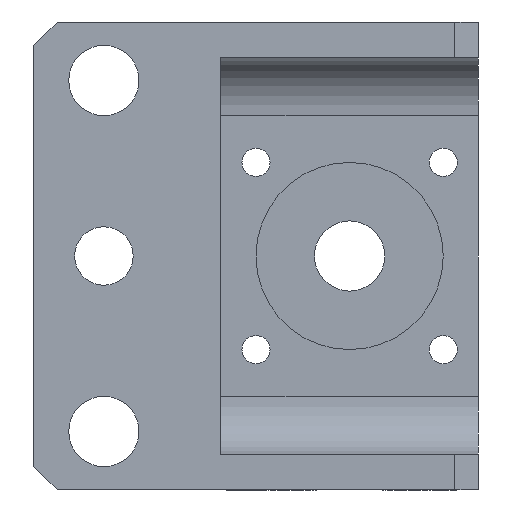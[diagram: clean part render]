
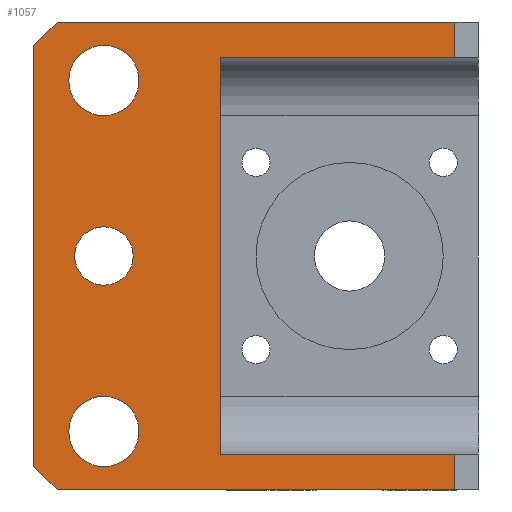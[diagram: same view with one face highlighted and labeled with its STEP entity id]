
A CAD part, front view. The second image highlights one B-rep face of the part: STEP entity #1057.
In plain terms, the highlighted planar face has unit normal (0, -1, 0).
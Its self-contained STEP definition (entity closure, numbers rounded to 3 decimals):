
#106 = DIRECTION ( 'NONE',  ( 0., 0., -1. ) ) ;
#107 = ORIENTED_EDGE ( 'NONE', *, *, #2161, .T. ) ;
#138 = VECTOR ( 'NONE', #1854, 1000. ) ;
#147 = EDGE_CURVE ( 'NONE', #522, #1861, #941, .T. ) ;
#170 = AXIS2_PLACEMENT_3D ( 'NONE', #579, #1529, #276 ) ;
#177 = CARTESIAN_POINT ( 'NONE',  ( 10., 0., -17. ) ) ;
#193 = AXIS2_PLACEMENT_3D ( 'NONE', #2075, #987, #2245 ) ;
#215 = VERTEX_POINT ( 'NONE', #2275 ) ;
#248 = ORIENTED_EDGE ( 'NONE', *, *, #1631, .T. ) ;
#249 = CARTESIAN_POINT ( 'NONE',  ( -4., 0., 20. ) ) ;
#256 = AXIS2_PLACEMENT_3D ( 'NONE', #1591, #1974, #1433 ) ;
#276 = DIRECTION ( 'NONE',  ( 0., 0., 1. ) ) ;
#278 = EDGE_LOOP ( 'NONE', ( #107, #1514 ) ) ;
#315 = EDGE_CURVE ( 'NONE', #713, #2078, #2150, .T. ) ;
#317 = LINE ( 'NONE', #1884, #478 ) ;
#336 = CIRCLE ( 'NONE', #924, 2.5 ) ;
#361 = LINE ( 'NONE', #2104, #2237 ) ;
#390 = CARTESIAN_POINT ( 'NONE',  ( 30., 0., -20. ) ) ;
#419 = CIRCLE ( 'NONE', #256, 3. ) ;
#432 = VERTEX_POINT ( 'NONE', #1423 ) ;
#451 = CARTESIAN_POINT ( 'NONE',  ( 0., 0., 0. ) ) ;
#457 = CARTESIAN_POINT ( 'NONE',  ( 0., 0., 15. ) ) ;
#478 = VECTOR ( 'NONE', #785, 1000. ) ;
#494 = DIRECTION ( 'NONE',  ( -0.707, 0., -0.707 ) ) ;
#500 = CARTESIAN_POINT ( 'NONE',  ( 30., 0., 17. ) ) ;
#505 = FACE_BOUND ( 'NONE', #609, .T. ) ;
#522 = VERTEX_POINT ( 'NONE', #2329 ) ;
#545 = ORIENTED_EDGE ( 'NONE', *, *, #2238, .T. ) ;
#555 = LINE ( 'NONE', #1674, #1300 ) ;
#562 = DIRECTION ( 'NONE',  ( 1., 0., 0. ) ) ;
#576 = VERTEX_POINT ( 'NONE', #1301 ) ;
#578 = AXIS2_PLACEMENT_3D ( 'NONE', #457, #1858, #1370 ) ;
#579 = CARTESIAN_POINT ( 'NONE',  ( 0., 0., 15. ) ) ;
#585 = CARTESIAN_POINT ( 'NONE',  ( 7., 0., 20. ) ) ;
#602 = VERTEX_POINT ( 'NONE', #177 ) ;
#609 = EDGE_LOOP ( 'NONE', ( #1568, #1490 ) ) ;
#612 = VECTOR ( 'NONE', #675, 1000. ) ;
#666 = DIRECTION ( 'NONE',  ( 0., 1., 0. ) ) ;
#675 = DIRECTION ( 'NONE',  ( 0., 0., 1. ) ) ;
#713 = VERTEX_POINT ( 'NONE', #1852 ) ;
#718 = CARTESIAN_POINT ( 'NONE',  ( 0., 0., 12. ) ) ;
#743 = DIRECTION ( 'NONE',  ( 1., 0., 0. ) ) ;
#751 = CIRCLE ( 'NONE', #170, 3. ) ;
#757 = EDGE_CURVE ( 'NONE', #1152, #1685, #1418, .T. ) ;
#773 = ORIENTED_EDGE ( 'NONE', *, *, #2225, .T. ) ;
#785 = DIRECTION ( 'NONE',  ( 0.707, 0., -0.707 ) ) ;
#790 = CARTESIAN_POINT ( 'NONE',  ( -4., 0., -20. ) ) ;
#802 = VERTEX_POINT ( 'NONE', #249 ) ;
#840 = DIRECTION ( 'NONE',  ( 0., 0., 1. ) ) ;
#844 = CARTESIAN_POINT ( 'NONE',  ( 30., 0., 0. ) ) ;
#848 = CARTESIAN_POINT ( 'NONE',  ( 0., 0., -15. ) ) ;
#908 = LINE ( 'NONE', #585, #1194 ) ;
#913 = EDGE_CURVE ( 'NONE', #802, #215, #908, .T. ) ;
#921 = ORIENTED_EDGE ( 'NONE', *, *, #2249, .T. ) ;
#924 = AXIS2_PLACEMENT_3D ( 'NONE', #1395, #666, #1943 ) ;
#941 = LINE ( 'NONE', #2018, #1856 ) ;
#987 = DIRECTION ( 'NONE',  ( 0., -1., 0. ) ) ;
#1005 = DIRECTION ( 'NONE',  ( 0., 1., 0. ) ) ;
#1057 = ADVANCED_FACE ( 'NONE', ( #1821, #505, #1787, #1846 ), #1364, .T. ) ;
#1058 = ORIENTED_EDGE ( 'NONE', *, *, #1505, .T. ) ;
#1062 = ORIENTED_EDGE ( 'NONE', *, *, #1315, .T. ) ;
#1116 = CARTESIAN_POINT ( 'NONE',  ( 30., 0., 0. ) ) ;
#1118 = DIRECTION ( 'NONE',  ( 0., 0., 1. ) ) ;
#1152 = VERTEX_POINT ( 'NONE', #390 ) ;
#1188 = LINE ( 'NONE', #844, #612 ) ;
#1194 = VECTOR ( 'NONE', #562, 1000. ) ;
#1206 = DIRECTION ( 'NONE',  ( 0., 1., 0. ) ) ;
#1210 = ORIENTED_EDGE ( 'NONE', *, *, #757, .F. ) ;
#1255 = VERTEX_POINT ( 'NONE', #1708 ) ;
#1280 = CARTESIAN_POINT ( 'NONE',  ( 0., 0., -12. ) ) ;
#1300 = VECTOR ( 'NONE', #106, 1000. ) ;
#1301 = CARTESIAN_POINT ( 'NONE',  ( 0., 0., 2.5 ) ) ;
#1303 = VECTOR ( 'NONE', #743, 1000. ) ;
#1314 = ORIENTED_EDGE ( 'NONE', *, *, #2144, .F. ) ;
#1315 = EDGE_CURVE ( 'NONE', #1255, #576, #336, .T. ) ;
#1320 = EDGE_LOOP ( 'NONE', ( #1062, #1522 ) ) ;
#1325 = CARTESIAN_POINT ( 'NONE',  ( 10., 0., 17. ) ) ;
#1356 = LINE ( 'NONE', #1582, #2091 ) ;
#1362 = LINE ( 'NONE', #1455, #1303 ) ;
#1364 = PLANE ( 'NONE',  #193 ) ;
#1370 = DIRECTION ( 'NONE',  ( 0., 0., 1. ) ) ;
#1395 = CARTESIAN_POINT ( 'NONE',  ( 0., 0., 0. ) ) ;
#1400 = DIRECTION ( 'NONE',  ( 1., 0., 0. ) ) ;
#1418 = LINE ( 'NONE', #1859, #1503 ) ;
#1423 = CARTESIAN_POINT ( 'NONE',  ( 30., 0., -17. ) ) ;
#1433 = DIRECTION ( 'NONE',  ( 0., 0., 1. ) ) ;
#1455 = CARTESIAN_POINT ( 'NONE',  ( 10., 0., -17. ) ) ;
#1469 = LINE ( 'NONE', #1116, #138 ) ;
#1490 = ORIENTED_EDGE ( 'NONE', *, *, #1939, .T. ) ;
#1497 = DIRECTION ( 'NONE',  ( -1., 0., 0. ) ) ;
#1503 = VECTOR ( 'NONE', #1497, 1000. ) ;
#1505 = EDGE_CURVE ( 'NONE', #2235, #215, #1469, .T. ) ;
#1514 = ORIENTED_EDGE ( 'NONE', *, *, #2101, .T. ) ;
#1519 = VERTEX_POINT ( 'NONE', #1325 ) ;
#1522 = ORIENTED_EDGE ( 'NONE', *, *, #2170, .T. ) ;
#1524 = CIRCLE ( 'NONE', #1636, 2.5 ) ;
#1529 = DIRECTION ( 'NONE',  ( 0., 1., 0. ) ) ;
#1543 = ORIENTED_EDGE ( 'NONE', *, *, #913, .F. ) ;
#1568 = ORIENTED_EDGE ( 'NONE', *, *, #315, .T. ) ;
#1582 = CARTESIAN_POINT ( 'NONE',  ( 10., 0., 17. ) ) ;
#1591 = CARTESIAN_POINT ( 'NONE',  ( 0., 0., -15. ) ) ;
#1593 = ORIENTED_EDGE ( 'NONE', *, *, #1979, .F. ) ;
#1631 = EDGE_CURVE ( 'NONE', #522, #1685, #317, .T. ) ;
#1636 = AXIS2_PLACEMENT_3D ( 'NONE', #451, #1005, #1721 ) ;
#1674 = CARTESIAN_POINT ( 'NONE',  ( 10., 0., 17. ) ) ;
#1685 = VERTEX_POINT ( 'NONE', #790 ) ;
#1708 = CARTESIAN_POINT ( 'NONE',  ( 0., 0., -2.5 ) ) ;
#1721 = DIRECTION ( 'NONE',  ( 0., 0., 1. ) ) ;
#1723 = ORIENTED_EDGE ( 'NONE', *, *, #147, .F. ) ;
#1787 = FACE_BOUND ( 'NONE', #1320, .T. ) ;
#1821 = FACE_OUTER_BOUND ( 'NONE', #2256, .T. ) ;
#1846 = FACE_BOUND ( 'NONE', #278, .T. ) ;
#1852 = CARTESIAN_POINT ( 'NONE',  ( 0., 0., -18. ) ) ;
#1853 = AXIS2_PLACEMENT_3D ( 'NONE', #848, #1206, #840 ) ;
#1854 = DIRECTION ( 'NONE',  ( 0., 0., 1. ) ) ;
#1856 = VECTOR ( 'NONE', #1118, 1000. ) ;
#1858 = DIRECTION ( 'NONE',  ( 0., 1., 0. ) ) ;
#1859 = CARTESIAN_POINT ( 'NONE',  ( 7., 0., -20. ) ) ;
#1861 = VERTEX_POINT ( 'NONE', #1966 ) ;
#1884 = CARTESIAN_POINT ( 'NONE',  ( -12., 0., -12. ) ) ;
#1905 = CIRCLE ( 'NONE', #578, 3. ) ;
#1939 = EDGE_CURVE ( 'NONE', #2078, #713, #419, .T. ) ;
#1943 = DIRECTION ( 'NONE',  ( 0., 0., 1. ) ) ;
#1966 = CARTESIAN_POINT ( 'NONE',  ( -6., 0., 18. ) ) ;
#1974 = DIRECTION ( 'NONE',  ( 0., 1., 0. ) ) ;
#1979 = EDGE_CURVE ( 'NONE', #602, #432, #1362, .T. ) ;
#1990 = VERTEX_POINT ( 'NONE', #2176 ) ;
#1996 = VERTEX_POINT ( 'NONE', #718 ) ;
#2018 = CARTESIAN_POINT ( 'NONE',  ( -6., 0., -20. ) ) ;
#2075 = CARTESIAN_POINT ( 'NONE',  ( 0., 0., 0. ) ) ;
#2078 = VERTEX_POINT ( 'NONE', #1280 ) ;
#2091 = VECTOR ( 'NONE', #1400, 1000. ) ;
#2101 = EDGE_CURVE ( 'NONE', #1990, #1996, #1905, .T. ) ;
#2104 = CARTESIAN_POINT ( 'NONE',  ( -12., 0., 12. ) ) ;
#2144 = EDGE_CURVE ( 'NONE', #1519, #602, #555, .T. ) ;
#2150 = CIRCLE ( 'NONE', #1853, 3. ) ;
#2161 = EDGE_CURVE ( 'NONE', #1996, #1990, #751, .T. ) ;
#2170 = EDGE_CURVE ( 'NONE', #576, #1255, #1524, .T. ) ;
#2176 = CARTESIAN_POINT ( 'NONE',  ( 0., 0., 18. ) ) ;
#2225 = EDGE_CURVE ( 'NONE', #1519, #2235, #1356, .T. ) ;
#2235 = VERTEX_POINT ( 'NONE', #500 ) ;
#2237 = VECTOR ( 'NONE', #494, 1000. ) ;
#2238 = EDGE_CURVE ( 'NONE', #1152, #432, #1188, .T. ) ;
#2245 = DIRECTION ( 'NONE',  ( 0., 0., -1. ) ) ;
#2249 = EDGE_CURVE ( 'NONE', #802, #1861, #361, .T. ) ;
#2256 = EDGE_LOOP ( 'NONE', ( #1210, #545, #1593, #1314, #773, #1058, #1543, #921, #1723, #248 ) ) ;
#2275 = CARTESIAN_POINT ( 'NONE',  ( 30., 0., 20. ) ) ;
#2329 = CARTESIAN_POINT ( 'NONE',  ( -6., 0., -18. ) ) ;
